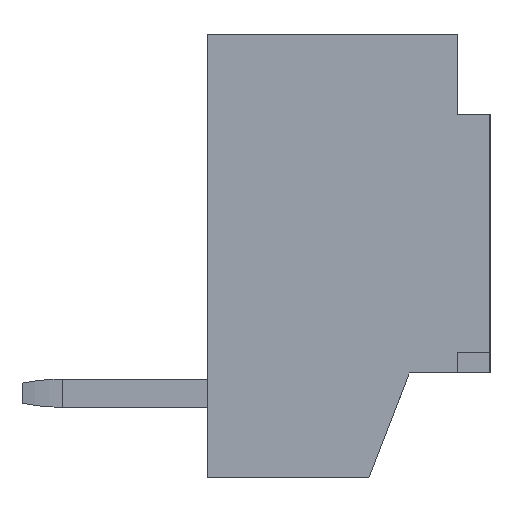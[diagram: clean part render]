
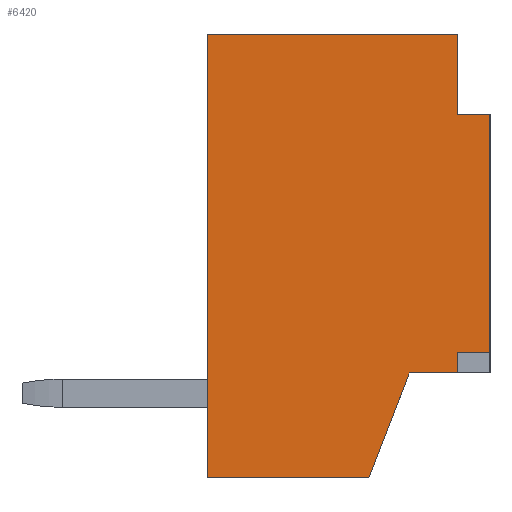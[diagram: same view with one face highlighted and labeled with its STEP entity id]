
A CAD part, left-side view. The second image highlights one B-rep face of the part: STEP entity #6420.
In plain terms, the highlighted planar face has unit normal (-1, 0, 0).
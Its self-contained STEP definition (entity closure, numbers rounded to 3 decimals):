
#9=DIRECTION('',(0.,-1.,0.));
#10=VECTOR('',#9,2.);
#11=CARTESIAN_POINT('',(-9.,1.75,-2.75));
#12=LINE('',#11,#10);
#25=DIRECTION('',(0.,0.,1.));
#26=VECTOR('',#25,0.25);
#27=CARTESIAN_POINT('',(-9.,-1.35,-1.45));
#28=LINE('',#27,#26);
#29=DIRECTION('',(0.,1.,0.));
#30=VECTOR('',#29,0.6);
#31=CARTESIAN_POINT('',(-9.,-1.35,-1.45));
#32=LINE('',#31,#30);
#33=DIRECTION('',(0.,-0.359,0.933));
#34=VECTOR('',#33,1.393);
#35=CARTESIAN_POINT('',(-9.,-0.25,-2.75));
#36=LINE('',#35,#34);
#37=DIRECTION('',(0.,0.,1.));
#38=VECTOR('',#37,5.5);
#39=CARTESIAN_POINT('',(-9.,1.75,-2.75));
#40=LINE('',#39,#38);
#41=DIRECTION('',(0.,0.,-1.));
#42=VECTOR('',#41,1.);
#43=CARTESIAN_POINT('',(-9.,-1.35,2.75));
#44=LINE('',#43,#42);
#45=DIRECTION('',(0.,1.,0.));
#46=VECTOR('',#45,0.4);
#47=CARTESIAN_POINT('',(-9.,-1.75,1.75));
#48=LINE('',#47,#46);
#49=DIRECTION('',(0.,1.,0.));
#50=VECTOR('',#49,0.4);
#51=CARTESIAN_POINT('',(-9.,-1.75,-1.2));
#52=LINE('',#51,#50);
#245=DIRECTION('',(0.,0.,1.));
#246=VECTOR('',#245,2.95);
#247=CARTESIAN_POINT('',(-9.,-1.75,-1.2));
#248=LINE('',#247,#246);
#337=DIRECTION('',(0.,-1.,0.));
#338=VECTOR('',#337,3.1);
#339=CARTESIAN_POINT('',(-9.,1.75,2.75));
#340=LINE('',#339,#338);
#4869=CARTESIAN_POINT('',(-9.,1.75,-2.75));
#4870=CARTESIAN_POINT('',(-9.,1.75,2.75));
#4871=VERTEX_POINT('',#4869);
#4872=VERTEX_POINT('',#4870);
#4901=CARTESIAN_POINT('',(-9.,-1.75,1.75));
#4902=CARTESIAN_POINT('',(-9.,-1.35,1.75));
#4903=VERTEX_POINT('',#4901);
#4904=VERTEX_POINT('',#4902);
#4917=CARTESIAN_POINT('',(-9.,-1.35,2.75));
#4918=VERTEX_POINT('',#4917);
#5427=CARTESIAN_POINT('',(-9.,-0.25,-2.75));
#5429=VERTEX_POINT('',#5427);
#5435=CARTESIAN_POINT('',(-9.,-0.75,-1.45));
#5436=VERTEX_POINT('',#5435);
#5543=CARTESIAN_POINT('',(-9.,-1.35,-1.45));
#5544=CARTESIAN_POINT('',(-9.,-1.35,-1.2));
#5545=VERTEX_POINT('',#5543);
#5546=VERTEX_POINT('',#5544);
#5547=CARTESIAN_POINT('',(-9.,-1.75,-1.2));
#5548=VERTEX_POINT('',#5547);
#6395=CARTESIAN_POINT('',(-9.,1.75,-2.75));
#6396=DIRECTION('',(-1.,0.,0.));
#6397=DIRECTION('',(0.,-1.,0.));
#6398=AXIS2_PLACEMENT_3D('',#6395,#6396,#6397);
#6399=PLANE('',#6398);
#6401=ORIENTED_EDGE('',*,*,#6400,.F.);
#6403=ORIENTED_EDGE('',*,*,#6402,.T.);
#6404=ORIENTED_EDGE('',*,*,#6371,.F.);
#6405=ORIENTED_EDGE('',*,*,#6344,.F.);
#6407=ORIENTED_EDGE('',*,*,#6406,.T.);
#6409=ORIENTED_EDGE('',*,*,#6408,.T.);
#6411=ORIENTED_EDGE('',*,*,#6410,.T.);
#6413=ORIENTED_EDGE('',*,*,#6412,.F.);
#6415=ORIENTED_EDGE('',*,*,#6414,.F.);
#6417=ORIENTED_EDGE('',*,*,#6416,.T.);
#6418=EDGE_LOOP('',(#6401,#6403,#6404,#6405,#6407,#6409,#6411,#6413,#6415,
#6417));
#6419=FACE_OUTER_BOUND('',#6418,.F.);
#6420=ADVANCED_FACE('',(#6419),#6399,.T.);
#6344=EDGE_CURVE('',#4871,#5429,#12,.T.);
#6371=EDGE_CURVE('',#5429,#5436,#36,.T.);
#6400=EDGE_CURVE('',#5545,#5546,#28,.T.);
#6402=EDGE_CURVE('',#5545,#5436,#32,.T.);
#6406=EDGE_CURVE('',#4871,#4872,#40,.T.);
#6408=EDGE_CURVE('',#4872,#4918,#340,.T.);
#6410=EDGE_CURVE('',#4918,#4904,#44,.T.);
#6412=EDGE_CURVE('',#4903,#4904,#48,.T.);
#6414=EDGE_CURVE('',#5548,#4903,#248,.T.);
#6416=EDGE_CURVE('',#5548,#5546,#52,.T.);
